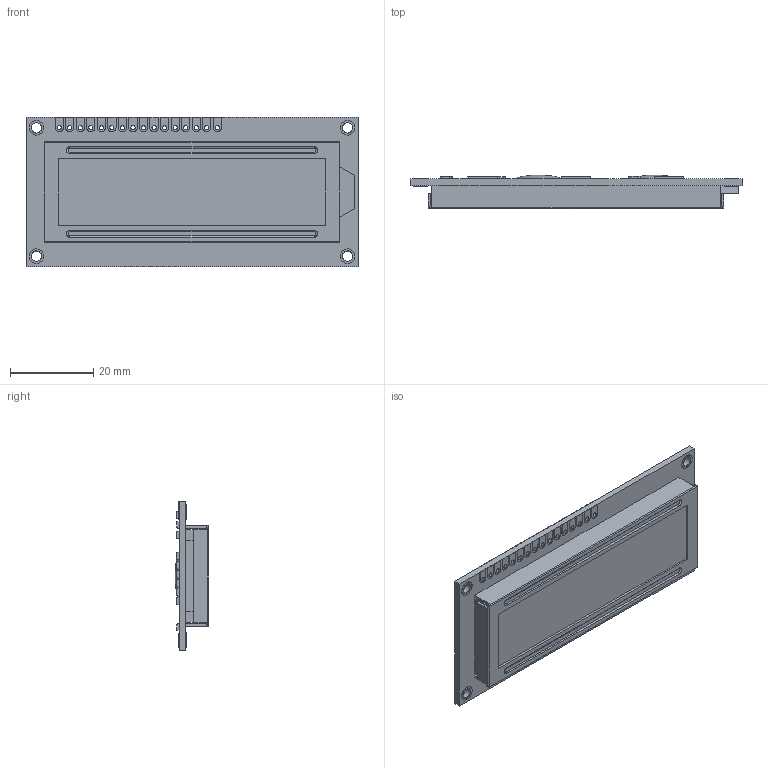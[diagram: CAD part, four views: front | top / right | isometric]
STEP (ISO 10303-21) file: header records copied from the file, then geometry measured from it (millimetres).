
FILE_DESCRIPTION(/* description */ ('Unknown'),/* implementation_level */ '2;1');
FILE_NAME(/* name */ '1602 LCD',/* time_stamp */ '2022-04-28T22:44:21+03:00',/* author */ ('Unknown'),/* organization */ ('Unknown'),/* preprocessor_version */ 'ST-DEVELOPER v18.1',/* originating_system */ 'Solid Edge',/* authorisation */ 'Unknown');
FILE_SCHEMA (('AUTOMOTIVE_DESIGN {1 0 10303 214 3 1 1}'));
Length unit declared in the file: millimetre
Products named in the file (13): 1602 LCD; PCB; Mounting Screw Ring; Mounting Screw Ring_mir; Wire Connector Plating; SMD_Resistor_1206; SMD_R 1206 Body; SMD_R 1206 Connector; LCD Conductive Band; LCD Screen; LCD Glass; Round Chip; LCD Frame
Assembly tree (60 placements, depth 3):
  1602 LCD
    PCB
    Mounting Screw Ring  x6
    Mounting Screw Ring_mir  x2
    Wire Connector Plating  x32
    SMD_Resistor_1206  x9
      SMD_R 1206 Body
      SMD_R 1206 Connector
    LCD Conductive Band  x2
    LCD Screen
    LCD Glass
    Round Chip  x2
    LCD Frame
Bounding box: 80 x 8.1 x 36 mm (x, y, z)
Volume: 13373.4 mm3; surface area: 18914.2 mm2
Topology: 75 solids, 75 shells, 681 faces, 1540 edges, 1025 vertices
Faces by surface type: plane 543, cylinder 132, torus 4, bspline 2
Full cylindrical faces by diameter (mm): 1 x48, 2.5 x12, 3.5 x8, 11 x4
Entity records: 10231 total; most frequent: CARTESIAN_POINT 1628, DIRECTION 1482, ORIENTED_EDGE 1380, EDGE_CURVE 690, LINE 564, VECTOR 564, VERTEX_POINT 478, AXIS2_PLACEMENT_3D 459
